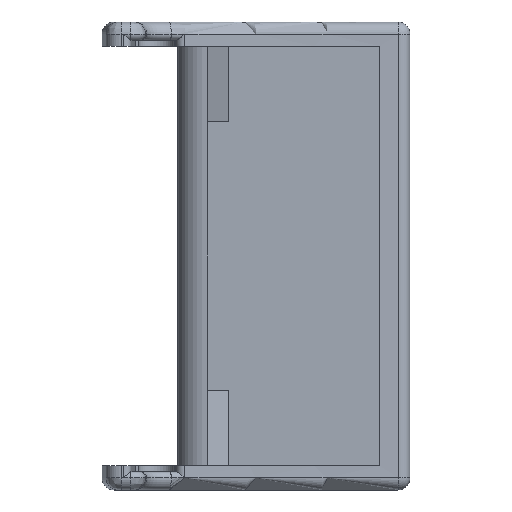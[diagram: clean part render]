
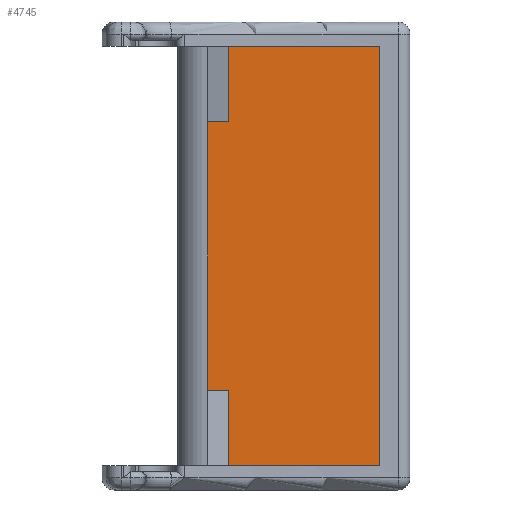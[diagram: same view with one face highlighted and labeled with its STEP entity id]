
A CAD part, front view. The second image highlights one B-rep face of the part: STEP entity #4745.
In plain terms, the highlighted planar face has unit normal (0, -1, 0).
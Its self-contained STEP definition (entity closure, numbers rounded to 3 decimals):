
#950=DIRECTION('',(0.,0.,-1.));
#951=VECTOR('',#950,13.9);
#952=CARTESIAN_POINT('',(7.4,-0.94,0.));
#953=LINE('',#952,#951);
#957=DIRECTION('',(0.,0.,-1.));
#958=VECTOR('',#957,2.5);
#959=CARTESIAN_POINT('',(2.4,-0.94,0.));
#960=LINE('',#959,#958);
#964=DIRECTION('',(1.,0.,0.));
#965=VECTOR('',#964,5.);
#966=CARTESIAN_POINT('',(2.4,-0.94,-13.9));
#967=LINE('',#966,#965);
#971=DIRECTION('',(1.,0.,0.));
#972=VECTOR('',#971,0.7);
#973=CARTESIAN_POINT('',(1.7,-0.94,-11.4));
#974=LINE('',#973,#972);
#985=DIRECTION('',(0.,0.,1.));
#986=VECTOR('',#985,8.9);
#987=CARTESIAN_POINT('',(1.7,-0.94,-11.4));
#988=LINE('',#987,#986);
#1014=DIRECTION('',(1.,0.,0.));
#1015=VECTOR('',#1014,5.);
#1016=CARTESIAN_POINT('',(2.4,-0.94,0.));
#1017=LINE('',#1016,#1015);
#1181=DIRECTION('',(1.,0.,0.));
#1182=VECTOR('',#1181,0.7);
#1183=CARTESIAN_POINT('',(1.7,-0.94,-2.5));
#1184=LINE('',#1183,#1182);
#3189=DIRECTION('',(0.,0.,1.));
#3190=VECTOR('',#3189,2.5);
#3191=CARTESIAN_POINT('',(2.4,-0.94,-13.9));
#3192=LINE('',#3191,#3190);
#3248=CARTESIAN_POINT('',(2.4,-0.94,0.));
#3249=CARTESIAN_POINT('',(7.4,-0.94,0.));
#3250=VERTEX_POINT('',#3248);
#3251=VERTEX_POINT('',#3249);
#3296=CARTESIAN_POINT('',(2.4,-0.94,-13.9));
#3298=VERTEX_POINT('',#3296);
#3342=CARTESIAN_POINT('',(2.4,-0.94,-11.4));
#3343=VERTEX_POINT('',#3342);
#3369=CARTESIAN_POINT('',(1.7,-0.94,-11.4));
#3371=VERTEX_POINT('',#3369);
#3446=CARTESIAN_POINT('',(1.7,-0.94,-2.5));
#3447=VERTEX_POINT('',#3446);
#3462=CARTESIAN_POINT('',(7.4,-0.94,-13.9));
#3463=VERTEX_POINT('',#3462);
#3468=CARTESIAN_POINT('',(2.4,-0.94,-2.5));
#3470=VERTEX_POINT('',#3468);
#4724=CARTESIAN_POINT('',(7.4,-0.94,-13.9));
#4725=DIRECTION('',(0.,1.,0.));
#4726=DIRECTION('',(-1.,0.,0.));
#4727=AXIS2_PLACEMENT_3D('',#4724,#4725,#4726);
#4728=PLANE('',#4727);
#4730=ORIENTED_EDGE('',*,*,#4729,.T.);
#4732=ORIENTED_EDGE('',*,*,#4731,.T.);
#4734=ORIENTED_EDGE('',*,*,#4733,.F.);
#4736=ORIENTED_EDGE('',*,*,#4735,.T.);
#4737=ORIENTED_EDGE('',*,*,#4703,.T.);
#4738=ORIENTED_EDGE('',*,*,#3888,.F.);
#4740=ORIENTED_EDGE('',*,*,#4739,.T.);
#4742=ORIENTED_EDGE('',*,*,#4741,.F.);
#4743=EDGE_LOOP('',(#4730,#4732,#4734,#4736,#4737,#4738,#4740,#4742));
#4744=FACE_OUTER_BOUND('',#4743,.F.);
#3888=EDGE_CURVE('',#3298,#3463,#967,.T.);
#4703=EDGE_CURVE('',#3251,#3463,#953,.T.);
#4729=EDGE_CURVE('',#3371,#3447,#988,.T.);
#4731=EDGE_CURVE('',#3447,#3470,#1184,.T.);
#4733=EDGE_CURVE('',#3250,#3470,#960,.T.);
#4735=EDGE_CURVE('',#3250,#3251,#1017,.T.);
#4739=EDGE_CURVE('',#3298,#3343,#3192,.T.);
#4741=EDGE_CURVE('',#3371,#3343,#974,.T.);
#4745=ADVANCED_FACE('',(#4744),#4728,.F.);
